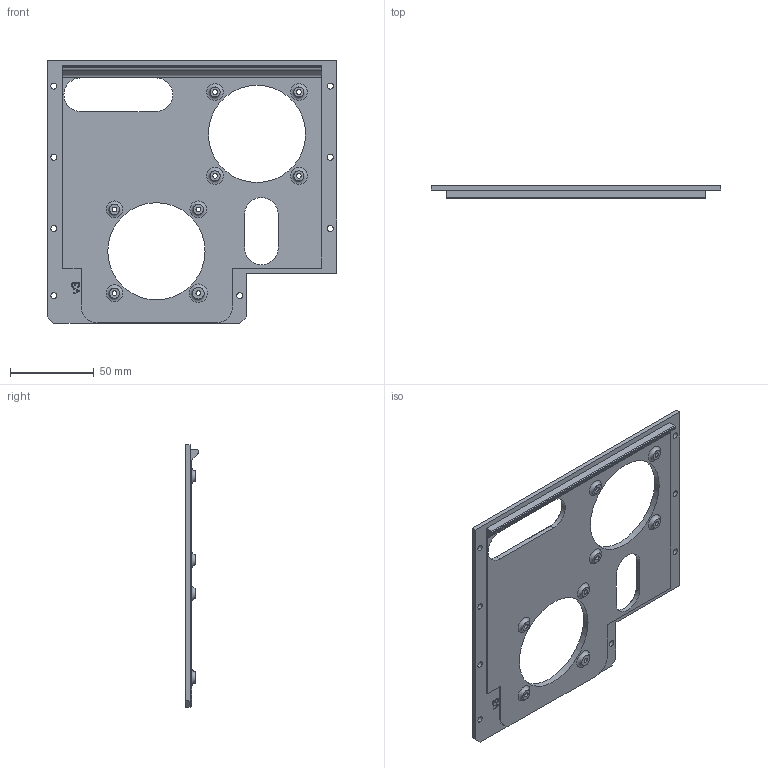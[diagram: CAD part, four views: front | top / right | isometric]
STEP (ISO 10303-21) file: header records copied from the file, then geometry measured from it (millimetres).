
FILE_DESCRIPTION(/* description */ (''),/* implementation_level */ '2;1');
FILE_NAME(/* name */ 'Rear Panel - Dual 60mm - Stock.step',/* time_stamp */ '2023-11-11T13:03:13-06:00',/* author */ (''),/* organization */ (''),/* preprocessor_version */ 'ST-DEVELOPER v20',/* originating_system */ 'Autodesk Translation Framework v12.14.0.127',/* authorisation */ '');
FILE_SCHEMA (('AUTOMOTIVE_DESIGN { 1 0 10303 214 3 1 1 }'));
Length unit declared in the file: millimetre
Products named in the file (3): Stock; Rear Panel - Dual 60mm; Fans
Assembly tree (2 placements, depth 2):
  Stock
    Rear Panel - Dual 60mm
    Fans
Bounding box: 172.55 x 7.8 x 156.8 mm (x, y, z)
Volume: 67733.5 mm3; surface area: 42508.4 mm2
Topology: 1 solids, 1 shells, 118 faces, 307 edges, 202 vertices
Faces by surface type: plane 51, bspline 29, cylinder 26, torus 8, cone 4
Full cylindrical faces by diameter (mm): 2.8 x8, 3.6 x8, 58 x2
Entity records: 4061 total; most frequent: CARTESIAN_POINT 1125, ORIENTED_EDGE 614, DIRECTION 517, EDGE_CURVE 307, VERTEX_POINT 202, AXIS2_PLACEMENT_3D 174, EDGE_LOOP 169, LINE 169
